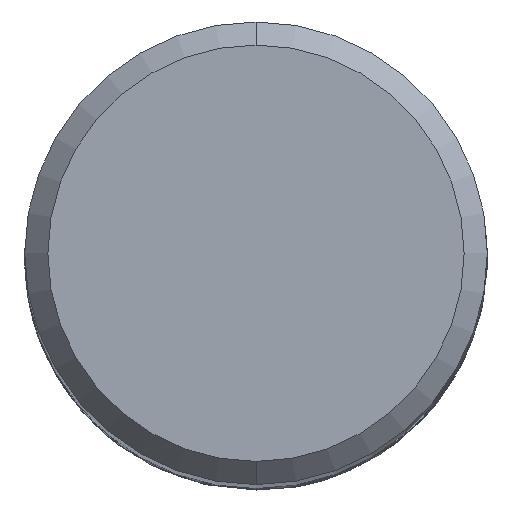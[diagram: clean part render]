
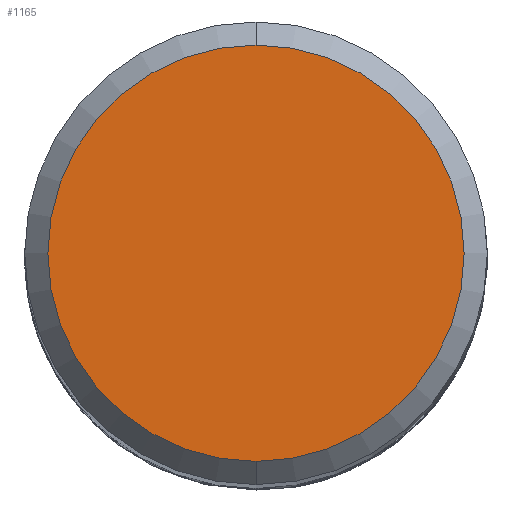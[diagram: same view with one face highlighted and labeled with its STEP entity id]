
A CAD part, top view. The second image highlights one B-rep face of the part: STEP entity #1165.
In plain terms, the highlighted planar face has unit normal (0, 0, 1).
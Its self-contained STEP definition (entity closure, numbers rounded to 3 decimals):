
#733=EDGE_CURVE('',#1059,#1325,#1766,.T.);
#961=EDGE_CURVE('',#1325,#1059,#2008,.T.);
#1059=VERTEX_POINT('',#2112);
#1165=ADVANCED_FACE('',(#2223),#2224,.T.);
#1325=VERTEX_POINT('',#2406);
#1766=CIRCLE('',#5633,5.4);
#2008=CIRCLE('',#7331,5.4);
#2112=CARTESIAN_POINT('',(0.0,5.4,0.0));
#2223=FACE_OUTER_BOUND('',#8957,.T.);
#2224=PLANE('',#8958);
#2406=CARTESIAN_POINT('',(0.,-5.4,0.0));
#5633=AXIS2_PLACEMENT_3D('',#11667,#11668,#11669);
#7331=AXIS2_PLACEMENT_3D('',#11855,#11856,#11857);
#8957=EDGE_LOOP('',(#12010,#12011));
#8958=AXIS2_PLACEMENT_3D('',#12012,#12013,#12014);
#11667=CARTESIAN_POINT('',(0.0,0.0,0.0));
#11668=DIRECTION('',(0.0,0.0,-1.0));
#11669=DIRECTION('',(0.0,1.0,0.0));
#11855=CARTESIAN_POINT('',(0.0,0.0,0.0));
#11856=DIRECTION('',(0.0,0.0,-1.0));
#11857=DIRECTION('',(0.0,1.0,0.0));
#12010=ORIENTED_EDGE('',*,*,#733,.F.);
#12011=ORIENTED_EDGE('',*,*,#961,.F.);
#12012=CARTESIAN_POINT('',(0.0,2.7,0.0));
#12013=DIRECTION('',(-0.0,0.0,1.0));
#12014=DIRECTION('',(0.0,-1.0,0.0));
